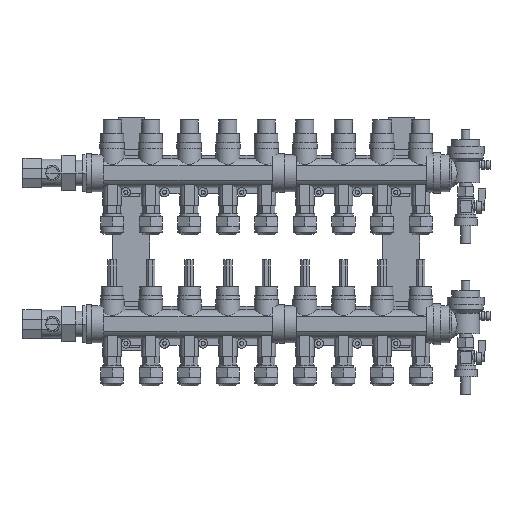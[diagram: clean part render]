
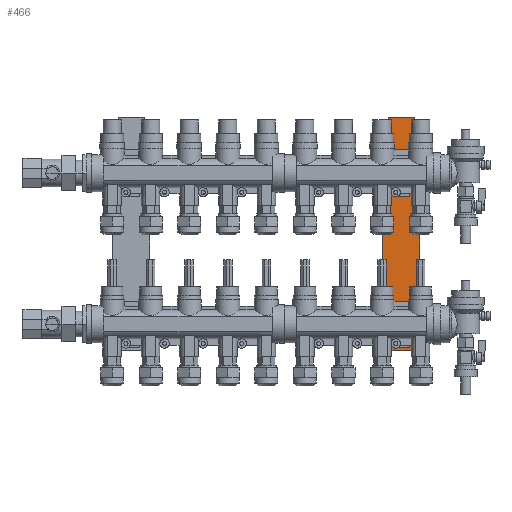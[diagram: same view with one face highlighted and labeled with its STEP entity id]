
A CAD part, top view. The second image highlights one B-rep face of the part: STEP entity #466.
In plain terms, the highlighted planar face has unit normal (0, 0, 1).
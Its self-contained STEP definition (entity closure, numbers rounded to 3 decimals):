
#37=CARTESIAN_POINT('Control Point',(392.,36.97,6.5)) ;
#38=CARTESIAN_POINT('Control Point',(392.,71.97,6.5)) ;
#39=CARTESIAN_POINT('Vertex',(392.,36.97,6.5)) ;
#41=CARTESIAN_POINT('Vertex',(392.,71.97,6.5)) ;
#73=CARTESIAN_POINT('Control Point',(399.,36.97,6.5)) ;
#74=CARTESIAN_POINT('Control Point',(392.,36.97,6.5)) ;
#75=CARTESIAN_POINT('Vertex',(399.,36.97,6.5)) ;
#101=CARTESIAN_POINT('Control Point',(399.,-157.03,6.5)) ;
#102=CARTESIAN_POINT('Control Point',(399.,36.97,6.5)) ;
#103=CARTESIAN_POINT('Vertex',(399.,-157.03,6.5)) ;
#129=CARTESIAN_POINT('Control Point',(392.,-157.03,6.5)) ;
#130=CARTESIAN_POINT('Control Point',(399.,-157.03,6.5)) ;
#131=CARTESIAN_POINT('Vertex',(392.,-157.03,6.5)) ;
#157=CARTESIAN_POINT('Control Point',(392.,-230.03,6.5)) ;
#158=CARTESIAN_POINT('Control Point',(392.,-157.03,6.5)) ;
#159=CARTESIAN_POINT('Vertex',(392.,-230.03,6.5)) ;
#185=CARTESIAN_POINT('Control Point',(358.,-230.03,6.5)) ;
#186=CARTESIAN_POINT('Control Point',(392.,-230.03,6.5)) ;
#187=CARTESIAN_POINT('Vertex',(358.,-230.03,6.5)) ;
#213=CARTESIAN_POINT('Control Point',(358.,-157.03,6.5)) ;
#214=CARTESIAN_POINT('Control Point',(358.,-230.03,6.5)) ;
#215=CARTESIAN_POINT('Vertex',(358.,-157.03,6.5)) ;
#241=CARTESIAN_POINT('Control Point',(351.,-157.03,6.5)) ;
#242=CARTESIAN_POINT('Control Point',(358.,-157.03,6.5)) ;
#243=CARTESIAN_POINT('Vertex',(351.,-157.03,6.5)) ;
#269=CARTESIAN_POINT('Control Point',(351.,36.97,6.5)) ;
#270=CARTESIAN_POINT('Control Point',(351.,-157.03,6.5)) ;
#271=CARTESIAN_POINT('Vertex',(351.,36.97,6.5)) ;
#297=CARTESIAN_POINT('Control Point',(358.,36.97,6.5)) ;
#298=CARTESIAN_POINT('Control Point',(351.,36.97,6.5)) ;
#299=CARTESIAN_POINT('Vertex',(358.,36.97,6.5)) ;
#325=CARTESIAN_POINT('Control Point',(358.,71.97,6.5)) ;
#326=CARTESIAN_POINT('Control Point',(358.,36.97,6.5)) ;
#327=CARTESIAN_POINT('Vertex',(358.,71.97,6.5)) ;
#353=CARTESIAN_POINT('Control Point',(392.,71.97,6.5)) ;
#354=CARTESIAN_POINT('Control Point',(358.,71.97,6.5)) ;
#387=CARTESIAN_POINT('Axis2P3D Location',(8.,71.97,6.5)) ;
#407=CARTESIAN_POINT('Control Point',(385.5,-166.,6.5)) ;
#408=CARTESIAN_POINT('Control Point',(364.5,-166.,6.5)) ;
#409=CARTESIAN_POINT('Vertex',(385.5,-166.,6.5)) ;
#411=CARTESIAN_POINT('Vertex',(364.5,-166.,6.5)) ;
#415=CARTESIAN_POINT('Control Point',(385.5,-226.,6.5)) ;
#416=CARTESIAN_POINT('Control Point',(385.5,-166.,6.5)) ;
#417=CARTESIAN_POINT('Vertex',(385.5,-226.,6.5)) ;
#421=CARTESIAN_POINT('Control Point',(364.5,-226.,6.5)) ;
#422=CARTESIAN_POINT('Control Point',(385.5,-226.,6.5)) ;
#423=CARTESIAN_POINT('Vertex',(364.5,-226.,6.5)) ;
#427=CARTESIAN_POINT('Control Point',(364.5,-166.,6.5)) ;
#428=CARTESIAN_POINT('Control Point',(364.5,-226.,6.5)) ;
#437=CARTESIAN_POINT('Control Point',(385.5,30.,6.5)) ;
#438=CARTESIAN_POINT('Control Point',(364.5,30.,6.5)) ;
#439=CARTESIAN_POINT('Vertex',(385.5,30.,6.5)) ;
#441=CARTESIAN_POINT('Vertex',(364.5,30.,6.5)) ;
#445=CARTESIAN_POINT('Control Point',(385.5,-30.,6.5)) ;
#446=CARTESIAN_POINT('Control Point',(385.5,30.,6.5)) ;
#447=CARTESIAN_POINT('Vertex',(385.5,-30.,6.5)) ;
#451=CARTESIAN_POINT('Control Point',(364.5,-30.,6.5)) ;
#452=CARTESIAN_POINT('Control Point',(385.5,-30.,6.5)) ;
#453=CARTESIAN_POINT('Vertex',(364.5,-30.,6.5)) ;
#457=CARTESIAN_POINT('Control Point',(364.5,30.,6.5)) ;
#458=CARTESIAN_POINT('Control Point',(364.5,-30.,6.5)) ;
#388=DIRECTION('Axis2P3D Direction',(0.,0.,1.)) ;
#389=DIRECTION('Axis2P3D XDirection',(-1.,0.,0.)) ;
#390=AXIS2_PLACEMENT_3D('Plane Axis2P3D',#387,#388,#389) ;
#391=PLANE('',#390) ;
#435=FACE_BOUND('',#430,.T.) ;
#465=FACE_BOUND('',#460,.T.) ;
#43=EDGE_CURVE('',#40,#42,#36,.T.) ;
#77=EDGE_CURVE('',#76,#40,#72,.T.) ;
#105=EDGE_CURVE('',#104,#76,#100,.T.) ;
#133=EDGE_CURVE('',#132,#104,#128,.T.) ;
#161=EDGE_CURVE('',#160,#132,#156,.T.) ;
#189=EDGE_CURVE('',#188,#160,#184,.T.) ;
#217=EDGE_CURVE('',#216,#188,#212,.T.) ;
#245=EDGE_CURVE('',#244,#216,#240,.T.) ;
#273=EDGE_CURVE('',#272,#244,#268,.T.) ;
#301=EDGE_CURVE('',#300,#272,#296,.T.) ;
#329=EDGE_CURVE('',#328,#300,#324,.T.) ;
#355=EDGE_CURVE('',#42,#328,#352,.T.) ;
#413=EDGE_CURVE('',#410,#412,#406,.T.) ;
#419=EDGE_CURVE('',#418,#410,#414,.T.) ;
#425=EDGE_CURVE('',#424,#418,#420,.T.) ;
#429=EDGE_CURVE('',#412,#424,#426,.T.) ;
#443=EDGE_CURVE('',#440,#442,#436,.T.) ;
#449=EDGE_CURVE('',#448,#440,#444,.T.) ;
#455=EDGE_CURVE('',#454,#448,#450,.T.) ;
#459=EDGE_CURVE('',#442,#454,#456,.T.) ;
#393=ORIENTED_EDGE('',*,*,#355,.T.) ;
#394=ORIENTED_EDGE('',*,*,#329,.T.) ;
#395=ORIENTED_EDGE('',*,*,#301,.T.) ;
#396=ORIENTED_EDGE('',*,*,#273,.T.) ;
#397=ORIENTED_EDGE('',*,*,#245,.T.) ;
#398=ORIENTED_EDGE('',*,*,#217,.T.) ;
#399=ORIENTED_EDGE('',*,*,#189,.T.) ;
#400=ORIENTED_EDGE('',*,*,#161,.T.) ;
#401=ORIENTED_EDGE('',*,*,#133,.T.) ;
#402=ORIENTED_EDGE('',*,*,#105,.T.) ;
#403=ORIENTED_EDGE('',*,*,#77,.T.) ;
#404=ORIENTED_EDGE('',*,*,#43,.T.) ;
#431=ORIENTED_EDGE('',*,*,#413,.F.) ;
#432=ORIENTED_EDGE('',*,*,#419,.F.) ;
#433=ORIENTED_EDGE('',*,*,#425,.F.) ;
#434=ORIENTED_EDGE('',*,*,#429,.F.) ;
#461=ORIENTED_EDGE('',*,*,#443,.F.) ;
#462=ORIENTED_EDGE('',*,*,#449,.F.) ;
#463=ORIENTED_EDGE('',*,*,#455,.F.) ;
#464=ORIENTED_EDGE('',*,*,#459,.F.) ;
#392=EDGE_LOOP('',(#393,#394,#395,#396,#397,#398,#399,#400,#401,#402,#403,#404)) ;
#430=EDGE_LOOP('',(#431,#432,#433,#434)) ;
#460=EDGE_LOOP('',(#461,#462,#463,#464)) ;
#40=VERTEX_POINT('',#39) ;
#42=VERTEX_POINT('',#41) ;
#76=VERTEX_POINT('',#75) ;
#104=VERTEX_POINT('',#103) ;
#132=VERTEX_POINT('',#131) ;
#160=VERTEX_POINT('',#159) ;
#188=VERTEX_POINT('',#187) ;
#216=VERTEX_POINT('',#215) ;
#244=VERTEX_POINT('',#243) ;
#272=VERTEX_POINT('',#271) ;
#300=VERTEX_POINT('',#299) ;
#328=VERTEX_POINT('',#327) ;
#410=VERTEX_POINT('',#409) ;
#412=VERTEX_POINT('',#411) ;
#418=VERTEX_POINT('',#417) ;
#424=VERTEX_POINT('',#423) ;
#440=VERTEX_POINT('',#439) ;
#442=VERTEX_POINT('',#441) ;
#448=VERTEX_POINT('',#447) ;
#454=VERTEX_POINT('',#453) ;
#466=ADVANCED_FACE('Solid1',(#405,#435,#465),#391,.T.) ;
#36=B_SPLINE_CURVE_WITH_KNOTS('',1,(#37,#38),.UNSPECIFIED.,.F.,.U.,(2,2),(0.,35.),.UNSPECIFIED.) ;
#72=B_SPLINE_CURVE_WITH_KNOTS('',1,(#73,#74),.UNSPECIFIED.,.F.,.U.,(2,2),(0.,7.),.UNSPECIFIED.) ;
#100=B_SPLINE_CURVE_WITH_KNOTS('',1,(#101,#102),.UNSPECIFIED.,.F.,.U.,(2,2),(0.,194.),.UNSPECIFIED.) ;
#128=B_SPLINE_CURVE_WITH_KNOTS('',1,(#129,#130),.UNSPECIFIED.,.F.,.U.,(2,2),(0.,7.),.UNSPECIFIED.) ;
#156=B_SPLINE_CURVE_WITH_KNOTS('',1,(#157,#158),.UNSPECIFIED.,.F.,.U.,(2,2),(0.,73.),.UNSPECIFIED.) ;
#184=B_SPLINE_CURVE_WITH_KNOTS('',1,(#185,#186),.UNSPECIFIED.,.F.,.U.,(2,2),(0.,34.),.UNSPECIFIED.) ;
#212=B_SPLINE_CURVE_WITH_KNOTS('',1,(#213,#214),.UNSPECIFIED.,.F.,.U.,(2,2),(0.,73.),.UNSPECIFIED.) ;
#240=B_SPLINE_CURVE_WITH_KNOTS('',1,(#241,#242),.UNSPECIFIED.,.F.,.U.,(2,2),(0.,7.),.UNSPECIFIED.) ;
#268=B_SPLINE_CURVE_WITH_KNOTS('',1,(#269,#270),.UNSPECIFIED.,.F.,.U.,(2,2),(0.,194.),.UNSPECIFIED.) ;
#296=B_SPLINE_CURVE_WITH_KNOTS('',1,(#297,#298),.UNSPECIFIED.,.F.,.U.,(2,2),(0.,7.),.UNSPECIFIED.) ;
#324=B_SPLINE_CURVE_WITH_KNOTS('',1,(#325,#326),.UNSPECIFIED.,.F.,.U.,(2,2),(0.,35.),.UNSPECIFIED.) ;
#352=B_SPLINE_CURVE_WITH_KNOTS('',1,(#353,#354),.UNSPECIFIED.,.F.,.U.,(2,2),(0.,34.),.UNSPECIFIED.) ;
#406=B_SPLINE_CURVE_WITH_KNOTS('',1,(#407,#408),.UNSPECIFIED.,.F.,.U.,(2,2),(0.,21.),.UNSPECIFIED.) ;
#414=B_SPLINE_CURVE_WITH_KNOTS('',1,(#415,#416),.UNSPECIFIED.,.F.,.U.,(2,2),(0.,60.),.UNSPECIFIED.) ;
#420=B_SPLINE_CURVE_WITH_KNOTS('',1,(#421,#422),.UNSPECIFIED.,.F.,.U.,(2,2),(0.,21.),.UNSPECIFIED.) ;
#426=B_SPLINE_CURVE_WITH_KNOTS('',1,(#427,#428),.UNSPECIFIED.,.F.,.U.,(2,2),(0.,60.),.UNSPECIFIED.) ;
#436=B_SPLINE_CURVE_WITH_KNOTS('',1,(#437,#438),.UNSPECIFIED.,.F.,.U.,(2,2),(0.,21.),.UNSPECIFIED.) ;
#444=B_SPLINE_CURVE_WITH_KNOTS('',1,(#445,#446),.UNSPECIFIED.,.F.,.U.,(2,2),(0.,60.),.UNSPECIFIED.) ;
#450=B_SPLINE_CURVE_WITH_KNOTS('',1,(#451,#452),.UNSPECIFIED.,.F.,.U.,(2,2),(0.,21.),.UNSPECIFIED.) ;
#456=B_SPLINE_CURVE_WITH_KNOTS('',1,(#457,#458),.UNSPECIFIED.,.F.,.U.,(2,2),(0.,60.),.UNSPECIFIED.) ;
#405=FACE_OUTER_BOUND('',#392,.T.) ;
